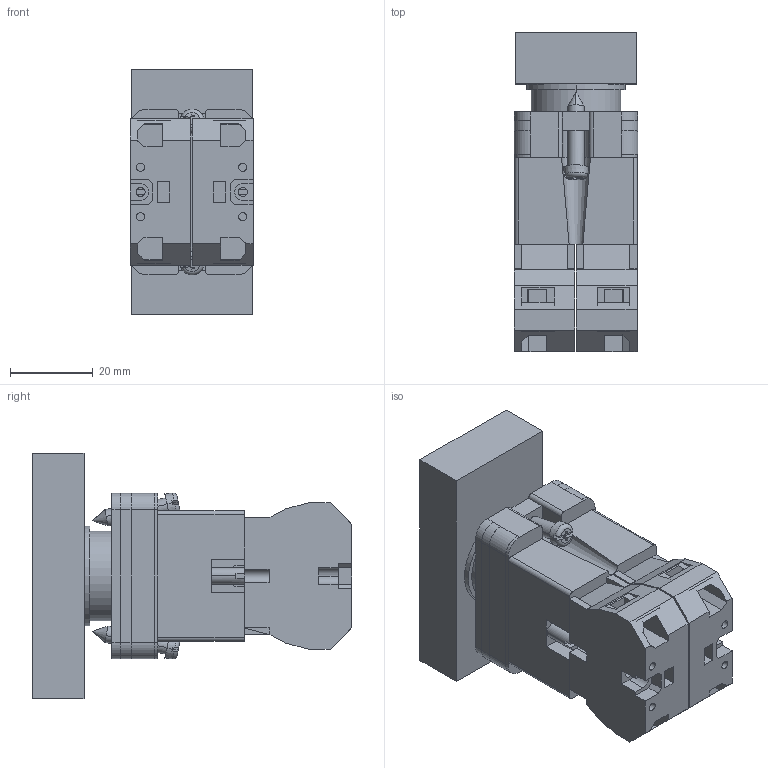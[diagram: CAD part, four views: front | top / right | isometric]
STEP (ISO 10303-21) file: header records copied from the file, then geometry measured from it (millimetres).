
FILE_DESCRIPTION (( 'STEP AP214' ), '1' );
FILE_NAME ('GCX3151-120.step', '2016-06-20T21:07:23', ( '' ), ( '' ), 'SwSTEP 2.0', 'SolidWorks 2016', '' );
FILE_SCHEMA (( 'AUTOMOTIVE_DESIGN' ));
Length unit declared in the file: inch
Products named in the file (6): ecx1030; ECX1050; GCX3151-120 OPERATOR; ecx1040; ECX3029-2; GCX3151-120
Assembly tree (5 placements, depth 2):
  GCX3151-120
    ECX3029-2
    ecx1040
    GCX3151-120 OPERATOR
    ECX1050
    ecx1030
Bounding box: 29.91 x 77.3 x 59.5 mm (x, y, z)
Volume: 70159.6 mm3; surface area: 35979.1 mm2
Topology: 9 solids, 9 shells, 531 faces, 1447 edges, 958 vertices
Faces by surface type: plane 348, cylinder 152, cone 17, torus 14
Entity records: 17582 total; most frequent: CARTESIAN_POINT 3136, ORIENTED_EDGE 2886, DIRECTION 2863, EDGE_CURVE 1443, LINE 1021, VECTOR 1021, VERTEX_POINT 958, AXIS2_PLACEMENT_3D 921
